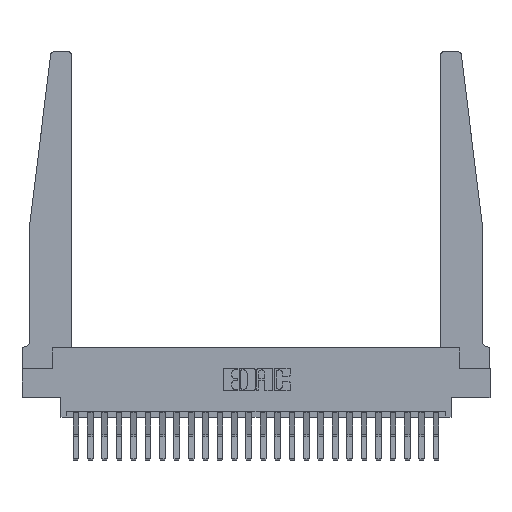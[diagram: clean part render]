
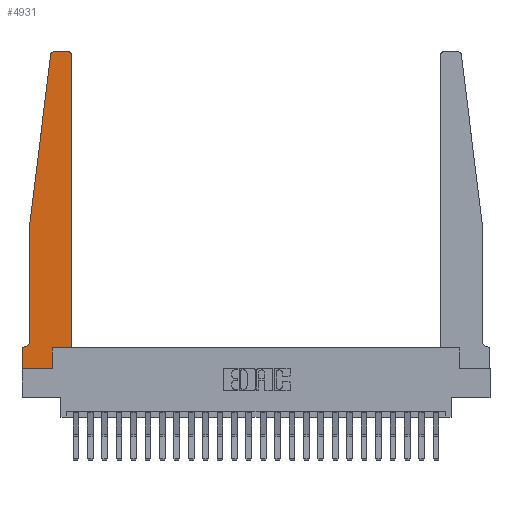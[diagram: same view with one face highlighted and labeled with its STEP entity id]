
A CAD part, top view. The second image highlights one B-rep face of the part: STEP entity #4931.
In plain terms, the highlighted planar face has unit normal (0, 0, 1).
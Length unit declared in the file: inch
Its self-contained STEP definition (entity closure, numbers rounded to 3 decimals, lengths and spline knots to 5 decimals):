
#342 = PLANE ( 'NONE',  #24371 ) ;
#432 = LINE ( 'NONE', #9907, #4120 ) ;
#831 = CARTESIAN_POINT ( 'NONE',  ( 0.065, 1.25, 0.37 ) ) ;
#914 = DIRECTION ( 'NONE',  ( 0., -1., 0. ) ) ;
#985 = ORIENTED_EDGE ( 'NONE', *, *, #24196, .T. ) ;
#1322 = CARTESIAN_POINT ( 'NONE',  ( 0.395, 2.75, 0.37 ) ) ;
#1470 = CARTESIAN_POINT ( 'NONE',  ( 0.425, 0.18, 0.37 ) ) ;
#1641 = LINE ( 'NONE', #9348, #20693 ) ;
#2178 = VERTEX_POINT ( 'NONE', #21809 ) ;
#2200 = VECTOR ( 'NONE', #10076, 39.37008 ) ;
#2477 = CARTESIAN_POINT ( 'NONE',  ( 0.425, 0.18, 0.37 ) ) ;
#2593 = EDGE_CURVE ( 'NONE', #11125, #14630, #432, .T. ) ;
#3120 = LINE ( 'NONE', #17876, #24317 ) ;
#3468 = EDGE_CURVE ( 'NONE', #12025, #2178, #3120, .T. ) ;
#3784 = ORIENTED_EDGE ( 'NONE', *, *, #19570, .T. ) ;
#3983 = AXIS2_PLACEMENT_3D ( 'NONE', #18392, #13172, #18518 ) ;
#4120 = VECTOR ( 'NONE', #11632, 39.37008 ) ;
#4273 = ORIENTED_EDGE ( 'NONE', *, *, #4474, .T. ) ;
#4474 = EDGE_CURVE ( 'NONE', #19269, #14880, #10894, .T. ) ;
#4931 = ADVANCED_FACE ( 'NONE', ( #19098 ), #342, .T. ) ;
#5481 = ORIENTED_EDGE ( 'NONE', *, *, #2593, .T. ) ;
#5692 = CARTESIAN_POINT ( 'NONE',  ( 0.065, 0.2375, 0.37 ) ) ;
#6345 = LINE ( 'NONE', #21472, #19868 ) ;
#6368 = ORIENTED_EDGE ( 'NONE', *, *, #7394, .T. ) ;
#6877 = DIRECTION ( 'NONE',  ( 0., 1., 0. ) ) ;
#6991 = DIRECTION ( 'NONE',  ( 1., 0., 0. ) ) ;
#7378 = VERTEX_POINT ( 'NONE', #18414 ) ;
#7394 = EDGE_CURVE ( 'NONE', #2178, #11346, #18777, .T. ) ;
#8149 = CARTESIAN_POINT ( 'NONE',  ( 0.065, 0.1875, 0.37 ) ) ;
#8451 = DIRECTION ( 'NONE',  ( -1., 0., 0. ) ) ;
#8984 = DIRECTION ( 'NONE',  ( 0., 0., 1. ) ) ;
#9348 = CARTESIAN_POINT ( 'NONE',  ( 0.425, 0.18, 0.37 ) ) ;
#9478 = ORIENTED_EDGE ( 'NONE', *, *, #3468, .T. ) ;
#9594 = VECTOR ( 'NONE', #23535, 39.37008 ) ;
#9686 = CARTESIAN_POINT ( 'NONE',  ( 0., 0.1875, 0.37 ) ) ;
#9907 = CARTESIAN_POINT ( 'NONE',  ( 0.065, 1.25, 0.37 ) ) ;
#10076 = DIRECTION ( 'NONE',  ( 1., 0., 0. ) ) ;
#10323 = ORIENTED_EDGE ( 'NONE', *, *, #17231, .T. ) ;
#10390 = CARTESIAN_POINT ( 'NONE',  ( 0., 0., 0.37 ) ) ;
#10641 = LINE ( 'NONE', #10390, #22233 ) ;
#10894 = CIRCLE ( 'NONE', #19975, 0.03 ) ;
#10987 = DIRECTION ( 'NONE',  ( 1., 0., 0. ) ) ;
#11125 = VERTEX_POINT ( 'NONE', #20461 ) ;
#11346 = VERTEX_POINT ( 'NONE', #21940 ) ;
#11632 = DIRECTION ( 'NONE',  ( 0., -1., 0. ) ) ;
#12025 = VERTEX_POINT ( 'NONE', #17062 ) ;
#12087 = EDGE_LOOP ( 'NONE', ( #17901, #21294, #3784, #5481, #16916, #20542, #10323, #9478, #6368, #985, #22304, #4273 ) ) ;
#12164 = DIRECTION ( 'NONE',  ( -0.122, -0.992, 0. ) ) ;
#12287 = LINE ( 'NONE', #831, #20315 ) ;
#12711 = DIRECTION ( 'NONE',  ( 0., 1., 0. ) ) ;
#13172 = DIRECTION ( 'NONE',  ( 0., 0., -1. ) ) ;
#13283 = AXIS2_PLACEMENT_3D ( 'NONE', #18661, #13442, #10987 ) ;
#13294 = CIRCLE ( 'NONE', #13283, 0.03 ) ;
#13401 = DIRECTION ( 'NONE',  ( 0., 0., 1. ) ) ;
#13442 = DIRECTION ( 'NONE',  ( 0., 0., 1. ) ) ;
#13484 = CIRCLE ( 'NONE', #3983, 0.05 ) ;
#13520 = DIRECTION ( 'NONE',  ( 1., 0., 0. ) ) ;
#13840 = VERTEX_POINT ( 'NONE', #16166 ) ;
#13997 = EDGE_CURVE ( 'NONE', #14630, #7378, #13484, .T. ) ;
#14046 = DIRECTION ( 'NONE',  ( 1., 0., 0. ) ) ;
#14518 = VECTOR ( 'NONE', #6877, 39.37008 ) ;
#14630 = VERTEX_POINT ( 'NONE', #5692 ) ;
#14880 = VERTEX_POINT ( 'NONE', #1322 ) ;
#15275 = EDGE_CURVE ( 'NONE', #7378, #21819, #15834, .T. ) ;
#15705 = EDGE_CURVE ( 'NONE', #14880, #19761, #6345, .T. ) ;
#15834 = LINE ( 'NONE', #8149, #9594 ) ;
#16166 = CARTESIAN_POINT ( 'NONE',  ( 0.24675, 2.72367, 0.37 ) ) ;
#16916 = ORIENTED_EDGE ( 'NONE', *, *, #13997, .T. ) ;
#17062 = CARTESIAN_POINT ( 'NONE',  ( 0., 0., 0.37 ) ) ;
#17231 = EDGE_CURVE ( 'NONE', #21819, #12025, #10641, .T. ) ;
#17249 = LINE ( 'NONE', #2477, #2200 ) ;
#17876 = CARTESIAN_POINT ( 'NONE',  ( 0., 0., 0.37 ) ) ;
#17901 = ORIENTED_EDGE ( 'NONE', *, *, #15705, .T. ) ;
#18392 = CARTESIAN_POINT ( 'NONE',  ( 0.015, 0.2375, 0.37 ) ) ;
#18414 = CARTESIAN_POINT ( 'NONE',  ( 0.015, 0.1875, 0.37 ) ) ;
#18518 = DIRECTION ( 'NONE',  ( -1., 0., 0. ) ) ;
#18661 = CARTESIAN_POINT ( 'NONE',  ( 0.27653, 2.72, 0.37 ) ) ;
#18777 = LINE ( 'NONE', #23886, #14518 ) ;
#19098 = FACE_OUTER_BOUND ( 'NONE', #12087, .T. ) ;
#19269 = VERTEX_POINT ( 'NONE', #24455 ) ;
#19570 = EDGE_CURVE ( 'NONE', #13840, #11125, #12287, .T. ) ;
#19761 = VERTEX_POINT ( 'NONE', #22306 ) ;
#19868 = VECTOR ( 'NONE', #8451, 39.37008 ) ;
#19975 = AXIS2_PLACEMENT_3D ( 'NONE', #24002, #8984, #6991 ) ;
#20315 = VECTOR ( 'NONE', #12164, 39.37008 ) ;
#20461 = CARTESIAN_POINT ( 'NONE',  ( 0.065, 1.25, 0.37 ) ) ;
#20542 = ORIENTED_EDGE ( 'NONE', *, *, #15275, .T. ) ;
#20693 = VECTOR ( 'NONE', #12711, 39.37008 ) ;
#21074 = EDGE_CURVE ( 'NONE', #24368, #19269, #1641, .T. ) ;
#21294 = ORIENTED_EDGE ( 'NONE', *, *, #23616, .T. ) ;
#21472 = CARTESIAN_POINT ( 'NONE',  ( 0.25, 2.75, 0.37 ) ) ;
#21809 = CARTESIAN_POINT ( 'NONE',  ( 0.2605, 0., 0.37 ) ) ;
#21819 = VERTEX_POINT ( 'NONE', #23917 ) ;
#21940 = CARTESIAN_POINT ( 'NONE',  ( 0.2605, 0.18, 0.37 ) ) ;
#22233 = VECTOR ( 'NONE', #914, 39.37008 ) ;
#22304 = ORIENTED_EDGE ( 'NONE', *, *, #21074, .T. ) ;
#22306 = CARTESIAN_POINT ( 'NONE',  ( 0.27653, 2.75, 0.37 ) ) ;
#23535 = DIRECTION ( 'NONE',  ( -1., 0., 0. ) ) ;
#23616 = EDGE_CURVE ( 'NONE', #19761, #13840, #13294, .T. ) ;
#23886 = CARTESIAN_POINT ( 'NONE',  ( 0.2605, 0.18, 0.37 ) ) ;
#23917 = CARTESIAN_POINT ( 'NONE',  ( 0., 0.1875, 0.37 ) ) ;
#24002 = CARTESIAN_POINT ( 'NONE',  ( 0.395, 2.72, 0.37 ) ) ;
#24196 = EDGE_CURVE ( 'NONE', #11346, #24368, #17249, .T. ) ;
#24317 = VECTOR ( 'NONE', #14046, 39.37008 ) ;
#24368 = VERTEX_POINT ( 'NONE', #1470 ) ;
#24371 = AXIS2_PLACEMENT_3D ( 'NONE', #9686, #13401, #13520 ) ;
#24455 = CARTESIAN_POINT ( 'NONE',  ( 0.425, 2.72, 0.37 ) ) ;
